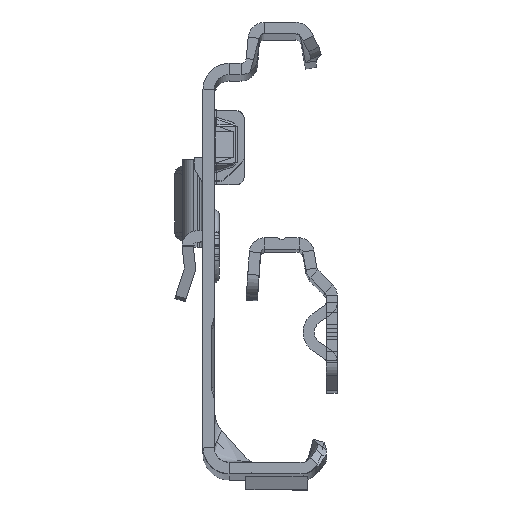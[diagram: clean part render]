
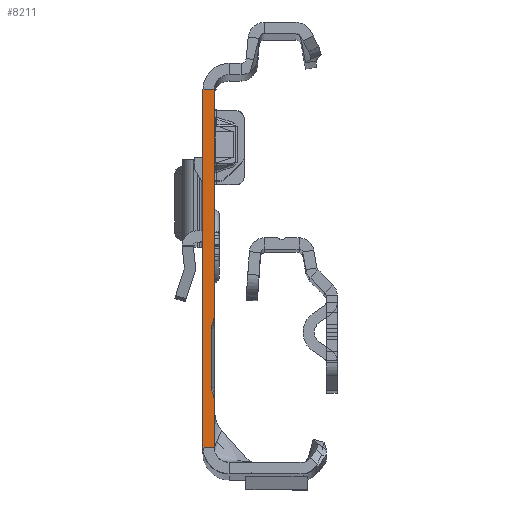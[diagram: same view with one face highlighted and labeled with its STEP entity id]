
A CAD part, top view. The second image highlights one B-rep face of the part: STEP entity #8211.
In plain terms, the highlighted planar face has unit normal (0, 0, 1).
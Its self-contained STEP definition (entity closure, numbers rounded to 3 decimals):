
#634 = VECTOR ( 'NONE', #13742, 1000. ) ;
#1245 = ORIENTED_EDGE ( 'NONE', *, *, #14784, .F. ) ;
#1248 = EDGE_CURVE ( 'NONE', #6068, #23177, #16058, .T. ) ;
#1272 = DIRECTION ( 'NONE',  ( -1., 0., 0. ) ) ;
#1296 = EDGE_CURVE ( 'NONE', #19858, #5697, #3655, .T. ) ;
#1455 = VECTOR ( 'NONE', #20689, 1000. ) ;
#1530 = ORIENTED_EDGE ( 'NONE', *, *, #22292, .F. ) ;
#1559 = EDGE_CURVE ( 'NONE', #21952, #19858, #15891, .T. ) ;
#1706 = EDGE_CURVE ( 'NONE', #26672, #23921, #21247, .T. ) ;
#1744 = CARTESIAN_POINT ( 'NONE',  ( 0., 22.135, 0. ) ) ;
#1990 = CARTESIAN_POINT ( 'NONE',  ( -0.306, -18.288, 0. ) ) ;
#2175 = EDGE_CURVE ( 'NONE', #23921, #10614, #26191, .T. ) ;
#2240 = CARTESIAN_POINT ( 'NONE',  ( -0.306, -9.443, 0. ) ) ;
#2483 = LINE ( 'NONE', #14738, #12957 ) ;
#2835 = CIRCLE ( 'NONE', #18932, 2.5 ) ;
#3217 = ORIENTED_EDGE ( 'NONE', *, *, #2175, .F. ) ;
#3397 = DIRECTION ( 'NONE',  ( 0., -1., 0. ) ) ;
#3429 = DIRECTION ( 'NONE',  ( 0., 0., -1. ) ) ;
#3655 = LINE ( 'NONE', #5449, #634 ) ;
#4376 = CARTESIAN_POINT ( 'NONE',  ( 0.6, -17.865, 0. ) ) ;
#4842 = VECTOR ( 'NONE', #17365, 1000. ) ;
#4893 = CIRCLE ( 'NONE', #16199, 1. ) ;
#4908 = ORIENTED_EDGE ( 'NONE', *, *, #1248, .F. ) ;
#5186 = CARTESIAN_POINT ( 'NONE',  ( 0., 24.135, 0. ) ) ;
#5449 = CARTESIAN_POINT ( 'NONE',  ( -0.4, -9.865, 0. ) ) ;
#5697 = VERTEX_POINT ( 'NONE', #22710 ) ;
#5712 = LINE ( 'NONE', #1744, #1455 ) ;
#5859 = VERTEX_POINT ( 'NONE', #12770 ) ;
#6068 = VERTEX_POINT ( 'NONE', #16285 ) ;
#6242 = CARTESIAN_POINT ( 'NONE',  ( 0., -8.231, 0. ) ) ;
#6792 = CARTESIAN_POINT ( 'NONE',  ( 0., 24.135, 0. ) ) ;
#7462 = FACE_OUTER_BOUND ( 'NONE', #19988, .T. ) ;
#8211 = ADVANCED_FACE ( 'NONE', ( #7462 ), #17954, .T. ) ;
#8425 = DIRECTION ( 'NONE',  ( -1., 0., 0. ) ) ;
#8473 = AXIS2_PLACEMENT_3D ( 'NONE', #16593, #18504, #8425 ) ;
#9130 = ORIENTED_EDGE ( 'NONE', *, *, #1706, .F. ) ;
#9861 = EDGE_CURVE ( 'NONE', #23517, #19223, #25668, .T. ) ;
#9937 = ORIENTED_EDGE ( 'NONE', *, *, #1559, .F. ) ;
#10080 = DIRECTION ( 'NONE',  ( -1., 0., 0. ) ) ;
#10426 = ORIENTED_EDGE ( 'NONE', *, *, #9861, .F. ) ;
#10614 = VERTEX_POINT ( 'NONE', #13486 ) ;
#10798 = DIRECTION ( 'NONE',  ( 0., -1., 0. ) ) ;
#11278 = DIRECTION ( 'NONE',  ( 0., 0., -1. ) ) ;
#11423 = DIRECTION ( 'NONE',  ( 0., 0., 1. ) ) ;
#11469 = EDGE_CURVE ( 'NONE', #5697, #23517, #4893, .T. ) ;
#11619 = CARTESIAN_POINT ( 'NONE',  ( 0., -25.865, 0. ) ) ;
#12198 = LINE ( 'NONE', #20542, #22264 ) ;
#12470 = DIRECTION ( 'NONE',  ( -0.423, -0.906, 0. ) ) ;
#12770 = CARTESIAN_POINT ( 'NONE',  ( -0.234, -9.288, 0. ) ) ;
#12957 = VECTOR ( 'NONE', #10798, 1000. ) ;
#13195 = ORIENTED_EDGE ( 'NONE', *, *, #16809, .T. ) ;
#13462 = CARTESIAN_POINT ( 'NONE',  ( -1.5, 24.135, 0. ) ) ;
#13486 = CARTESIAN_POINT ( 'NONE',  ( -1.5, -25.865, 0. ) ) ;
#13742 = DIRECTION ( 'NONE',  ( 0., -1., 0. ) ) ;
#14384 = CARTESIAN_POINT ( 'NONE',  ( -0.234, -18.442, 0. ) ) ;
#14457 = CARTESIAN_POINT ( 'NONE',  ( -0.4, -9.865, 0. ) ) ;
#14700 = CARTESIAN_POINT ( 'NONE',  ( -1.5, 22.135, 0. ) ) ;
#14738 = CARTESIAN_POINT ( 'NONE',  ( -1.5, 24.135, 0. ) ) ;
#14784 = EDGE_CURVE ( 'NONE', #5859, #21952, #12198, .T. ) ;
#15891 = CIRCLE ( 'NONE', #8473, 1. ) ;
#16058 = LINE ( 'NONE', #5186, #21967 ) ;
#16199 = AXIS2_PLACEMENT_3D ( 'NONE', #4376, #25061, #22754 ) ;
#16285 = CARTESIAN_POINT ( 'NONE',  ( 0., 22.135, 0. ) ) ;
#16495 = AXIS2_PLACEMENT_3D ( 'NONE', #13462, #11423, #20020 ) ;
#16593 = CARTESIAN_POINT ( 'NONE',  ( 0.6, -9.865, 0. ) ) ;
#16809 = EDGE_CURVE ( 'NONE', #6068, #20444, #5712, .T. ) ;
#17278 = AXIS2_PLACEMENT_3D ( 'NONE', #26924, #11278, #17400 ) ;
#17365 = DIRECTION ( 'NONE',  ( 0.423, -0.906, 0. ) ) ;
#17400 = DIRECTION ( 'NONE',  ( 1., 0., 0. ) ) ;
#17954 = PLANE ( 'NONE',  #16495 ) ;
#18029 = CARTESIAN_POINT ( 'NONE',  ( 0., -19.499, 0. ) ) ;
#18504 = DIRECTION ( 'NONE',  ( 0., 0., 1. ) ) ;
#18932 = AXIS2_PLACEMENT_3D ( 'NONE', #26680, #3429, #10080 ) ;
#19223 = VERTEX_POINT ( 'NONE', #14384 ) ;
#19858 = VERTEX_POINT ( 'NONE', #14457 ) ;
#19988 = EDGE_LOOP ( 'NONE', ( #20812, #4908, #13195, #22077, #3217, #9130, #1530, #10426, #21577, #20532, #9937, #1245 ) ) ;
#20020 = DIRECTION ( 'NONE',  ( 0., -1., 0. ) ) ;
#20236 = EDGE_CURVE ( 'NONE', #23177, #5859, #2835, .T. ) ;
#20444 = VERTEX_POINT ( 'NONE', #14700 ) ;
#20532 = ORIENTED_EDGE ( 'NONE', *, *, #1296, .F. ) ;
#20542 = CARTESIAN_POINT ( 'NONE',  ( -0.234, -9.288, 0. ) ) ;
#20689 = DIRECTION ( 'NONE',  ( -1., 0., 0. ) ) ;
#20771 = CARTESIAN_POINT ( 'NONE',  ( 0., -25.865, 0. ) ) ;
#20812 = ORIENTED_EDGE ( 'NONE', *, *, #20236, .F. ) ;
#21247 = LINE ( 'NONE', #6792, #25002 ) ;
#21577 = ORIENTED_EDGE ( 'NONE', *, *, #11469, .F. ) ;
#21952 = VERTEX_POINT ( 'NONE', #2240 ) ;
#21967 = VECTOR ( 'NONE', #3397, 1000. ) ;
#22012 = VECTOR ( 'NONE', #1272, 1000. ) ;
#22073 = CIRCLE ( 'NONE', #17278, 2.5 ) ;
#22077 = ORIENTED_EDGE ( 'NONE', *, *, #24722, .T. ) ;
#22264 = VECTOR ( 'NONE', #12470, 1000. ) ;
#22292 = EDGE_CURVE ( 'NONE', #19223, #26672, #22073, .T. ) ;
#22710 = CARTESIAN_POINT ( 'NONE',  ( -0.4, -17.865, 0. ) ) ;
#22754 = DIRECTION ( 'NONE',  ( 1., 0., 0. ) ) ;
#23177 = VERTEX_POINT ( 'NONE', #6242 ) ;
#23404 = DIRECTION ( 'NONE',  ( 0., -1., 0. ) ) ;
#23517 = VERTEX_POINT ( 'NONE', #1990 ) ;
#23768 = CARTESIAN_POINT ( 'NONE',  ( -0.234, -18.442, 0. ) ) ;
#23921 = VERTEX_POINT ( 'NONE', #20771 ) ;
#24722 = EDGE_CURVE ( 'NONE', #20444, #10614, #2483, .T. ) ;
#25002 = VECTOR ( 'NONE', #23404, 1000. ) ;
#25061 = DIRECTION ( 'NONE',  ( 0., 0., 1. ) ) ;
#25668 = LINE ( 'NONE', #23768, #4842 ) ;
#26191 = LINE ( 'NONE', #11619, #22012 ) ;
#26672 = VERTEX_POINT ( 'NONE', #18029 ) ;
#26680 = CARTESIAN_POINT ( 'NONE',  ( -2.5, -8.231, 0. ) ) ;
#26924 = CARTESIAN_POINT ( 'NONE',  ( -2.5, -19.499, 0. ) ) ;
